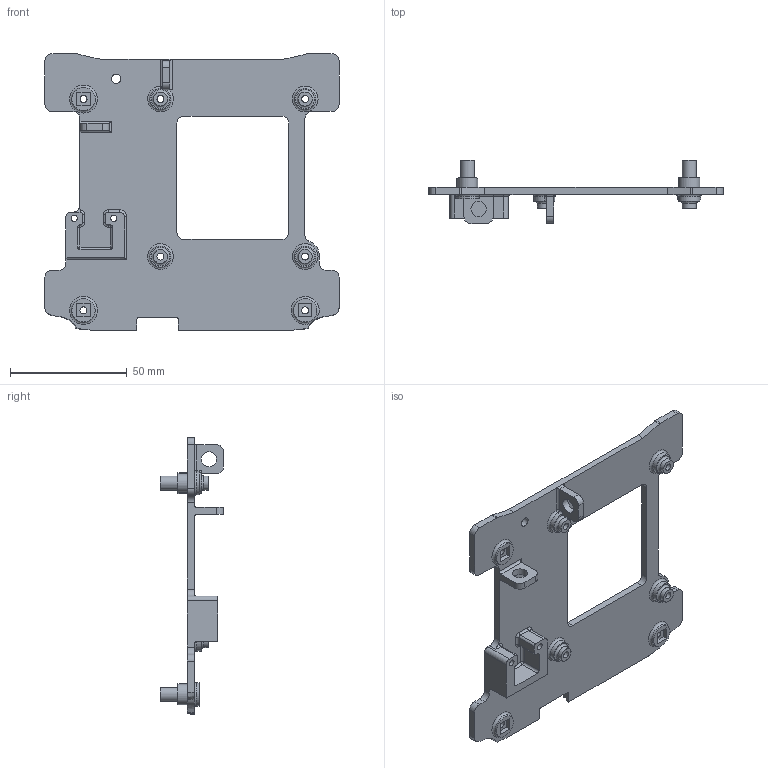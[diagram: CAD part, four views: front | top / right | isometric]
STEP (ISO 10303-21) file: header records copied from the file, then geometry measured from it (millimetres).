
FILE_DESCRIPTION(/* description */ (''),/* implementation_level */ '2;1');
FILE_NAME(/* name */ 'NUC_Combined_Shelf v4.step',/* time_stamp */ '2018-10-19T17:29:11+11:00',/* author */ ('TaylorY96'),/* organization */ (''),/* preprocessor_version */ 'ST-DEVELOPER v17.2',/* originating_system */ 'Autodesk Translation Framework v7.6.0.251',/* authorisation */ '');
FILE_SCHEMA (('AUTOMOTIVE_DESIGN { 1 0 10303 214 3 1 1 }'));
Length unit declared in the file: millimetre
Products named in the file (2): NUC Lowering; NUC_shelf v1
Assembly tree (1 placements, depth 2):
  NUC Lowering
    NUC_shelf v1
Bounding box: 126 x 27 x 118.5 mm (x, y, z)
Volume: 36187.3 mm3; surface area: 27647.4 mm2
Topology: 5 solids, 5 shells, 228 faces, 597 edges, 398 vertices
Faces by surface type: plane 103, cylinder 90, torus 16, bspline 14, sphere 5
Full cylindrical faces by diameter (mm): 2.7 x2, 3 x12, 4 x1, 6 x8, 6.5 x2, 8.015 x1, 9 x6, 10 x3
Entity records: 8948 total; most frequent: CARTESIAN_POINT 3005, DIRECTION 1277, ORIENTED_EDGE 1194, EDGE_CURVE 597, AXIS2_PLACEMENT_3D 488, VERTEX_POINT 398, LINE 301, VECTOR 301
